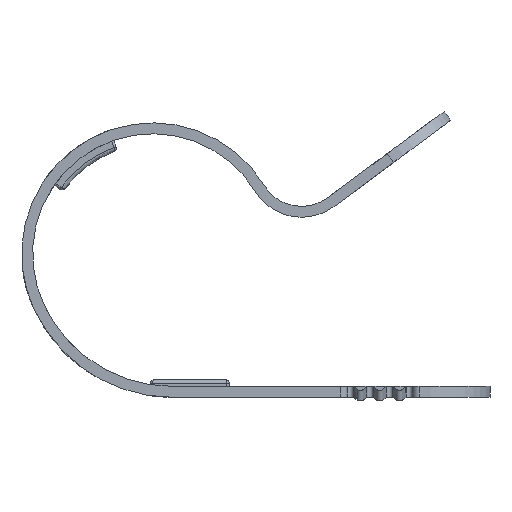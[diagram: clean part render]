
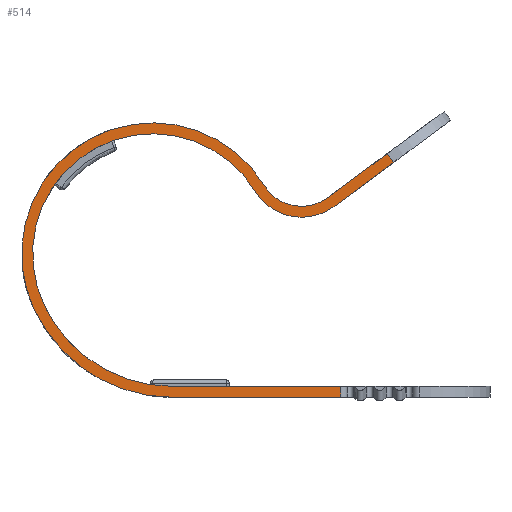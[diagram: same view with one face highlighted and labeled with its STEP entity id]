
A CAD part, front view. The second image highlights one B-rep face of the part: STEP entity #514.
In plain terms, the highlighted planar face has unit normal (0, -1, 0).
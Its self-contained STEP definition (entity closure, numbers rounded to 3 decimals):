
#514 = ADVANCED_FACE( '', ( #1115 ), #1116, .T. );
#1115 = FACE_OUTER_BOUND( '', #5648, .T. );
#1116 = PLANE( '', #5649 );
#5648 = EDGE_LOOP( '', ( #9544, #9545, #9546, #9547, #9548, #9549, #9550, #9551, #9552, #9553, #9554, #9555 ) );
#5649 = AXIS2_PLACEMENT_3D( '', #9556, #9557, #9558 );
#9544 = ORIENTED_EDGE( '', *, *, #10783, .T. );
#9545 = ORIENTED_EDGE( '', *, *, #10903, .T. );
#9546 = ORIENTED_EDGE( '', *, *, #10904, .T. );
#9547 = ORIENTED_EDGE( '', *, *, #10905, .T. );
#9548 = ORIENTED_EDGE( '', *, *, #10906, .T. );
#9549 = ORIENTED_EDGE( '', *, *, #10400, .T. );
#9550 = ORIENTED_EDGE( '', *, *, #10831, .T. );
#9551 = ORIENTED_EDGE( '', *, *, #10625, .T. );
#9552 = ORIENTED_EDGE( '', *, *, #10405, .T. );
#9553 = ORIENTED_EDGE( '', *, *, #10787, .T. );
#9554 = ORIENTED_EDGE( '', *, *, #10756, .T. );
#9555 = ORIENTED_EDGE( '', *, *, #10358, .T. );
#9556 = CARTESIAN_POINT( '', ( 1.81, -6.5, 0.85 ) );
#9557 = DIRECTION( '', ( 0., -1., 0. ) );
#9558 = DIRECTION( '', ( 0., 0., -1. ) );
#10358 = EDGE_CURVE( '', #11215, #11213, #11216, .T. );
#10400 = EDGE_CURVE( '', #11294, #11292, #11295, .T. );
#10405 = EDGE_CURVE( '', #11303, #11301, #11304, .T. );
#10625 = EDGE_CURVE( '', #11649, #11303, #11650, .T. );
#10756 = EDGE_CURVE( '', #11841, #11215, #11842, .T. );
#10783 = EDGE_CURVE( '', #11213, #11876, #11878, .T. );
#10787 = EDGE_CURVE( '', #11301, #11841, #11882, .T. );
#10831 = EDGE_CURVE( '', #11292, #11649, #11939, .T. );
#10903 = EDGE_CURVE( '', #11876, #12031, #12032, .T. );
#10904 = EDGE_CURVE( '', #12031, #12033, #12034, .T. );
#10905 = EDGE_CURVE( '', #12033, #12035, #12036, .T. );
#10906 = EDGE_CURVE( '', #12035, #11294, #12037, .T. );
#11213 = VERTEX_POINT( '', #12534 );
#11215 = VERTEX_POINT( '', #12536 );
#11216 = LINE( '', #12537, #12538 );
#11292 = VERTEX_POINT( '', #12639 );
#11294 = VERTEX_POINT( '', #12641 );
#11295 = LINE( '', #12642, #12643 );
#11301 = VERTEX_POINT( '', #12650 );
#11303 = VERTEX_POINT( '', #12653 );
#11304 = CIRCLE( '', #12654, 4. );
#11649 = VERTEX_POINT( '', #13704 );
#11650 = LINE( '', #13705, #13706 );
#11841 = VERTEX_POINT( '', #14150 );
#11842 = CIRCLE( '', #14151, 14. );
#11876 = VERTEX_POINT( '', #14232 );
#11878 = LINE( '', #14234, #14235 );
#11882 = CIRCLE( '', #14240, 12. );
#11939 = LINE( '', #14371, #14372 );
#12031 = VERTEX_POINT( '', #14565 );
#12032 = LINE( '', #14566, #14567 );
#12033 = VERTEX_POINT( '', #14568 );
#12034 = CIRCLE( '', #14569, 13. );
#12035 = VERTEX_POINT( '', #14570 );
#12036 = CIRCLE( '', #14571, 11. );
#12037 = CIRCLE( '', #14572, 5. );
#12534 = CARTESIAN_POINT( '', ( 17.22, -6.5, -13.15 ) );
#12536 = CARTESIAN_POINT( '', ( 1.81, -6.5, -13.15 ) );
#12537 = CARTESIAN_POINT( '', ( 1.81, -6.5, -13.15 ) );
#12538 = VECTOR( '', #15080, 1000. );
#12639 = CARTESIAN_POINT( '', ( 22.089, -6.5, 8.376 ) );
#12641 = CARTESIAN_POINT( '', ( 16.622, -6.5, 4.331 ) );
#12642 = CARTESIAN_POINT( '', ( 16.622, -6.5, 4.331 ) );
#12643 = VECTOR( '', #15142, 1000. );
#12650 = CARTESIAN_POINT( '', ( 10.236, -6.5, 6.263 ) );
#12653 = CARTESIAN_POINT( '', ( 16.028, -6.5, 5.135 ) );
#12654 = AXIS2_PLACEMENT_3D( '', #15148, #15149, #15150 );
#13704 = CARTESIAN_POINT( '', ( 21.494, -6.5, 9.179 ) );
#13705 = CARTESIAN_POINT( '', ( 16.028, -6.5, 5.135 ) );
#13706 = VECTOR( '', #15332, 1000. );
#14150 = CARTESIAN_POINT( '', ( -10.862, -6.5, -5.1 ) );
#14151 = AXIS2_PLACEMENT_3D( '', #15469, #15470, #15471 );
#14232 = CARTESIAN_POINT( '', ( 17.22, -6.5, -12.15 ) );
#14234 = CARTESIAN_POINT( '', ( 17.22, -6.5, -13.15 ) );
#14235 = VECTOR( '', #15492, 1000. );
#14240 = AXIS2_PLACEMENT_3D( '', #15497, #15498, #15499 );
#14371 = CARTESIAN_POINT( '', ( 21.494, -6.5, 9.179 ) );
#14372 = VECTOR( '', #15539, 1000. );
#14565 = CARTESIAN_POINT( '', ( 1.81, -6.5, -12.15 ) );
#14566 = CARTESIAN_POINT( '', ( 24.42, -6.5, -12.15 ) );
#14567 = VECTOR( '', #15595, 1000. );
#14568 = CARTESIAN_POINT( '', ( -9.957, -6.5, -4.675 ) );
#14569 = AXIS2_PLACEMENT_3D( '', #15596, #15597, #15598 );
#14570 = CARTESIAN_POINT( '', ( 9.383, -6.5, 5.741 ) );
#14571 = AXIS2_PLACEMENT_3D( '', #15599, #15600, #15601 );
#14572 = AXIS2_PLACEMENT_3D( '', #15602, #15603, #15604 );
#15080 = DIRECTION( '', ( 1., 0., 0. ) );
#15142 = DIRECTION( '', ( 0.804, 0., 0.595 ) );
#15148 = CARTESIAN_POINT( '', ( 13.648, -6.5, 8.35 ) );
#15149 = DIRECTION( '', ( 0., 1., 0. ) );
#15150 = DIRECTION( '', ( 1., 0., 0. ) );
#15332 = DIRECTION( '', ( -0.804, 0., -0.595 ) );
#15469 = CARTESIAN_POINT( '', ( 1.81, -6.5, 0.85 ) );
#15470 = DIRECTION( '', ( 0., -1., 0. ) );
#15471 = DIRECTION( '', ( 1., 0., 0. ) );
#15492 = DIRECTION( '', ( 0., 0., 1. ) );
#15497 = CARTESIAN_POINT( '', ( 0., -6.5, 0. ) );
#15498 = DIRECTION( '', ( 0., -1., 0. ) );
#15499 = DIRECTION( '', ( 1., 0., 0. ) );
#15539 = DIRECTION( '', ( -0.595, 0., 0.804 ) );
#15595 = DIRECTION( '', ( -1., 0., 0. ) );
#15596 = CARTESIAN_POINT( '', ( 1.81, -6.5, 0.85 ) );
#15597 = DIRECTION( '', ( 0., 1., 0. ) );
#15598 = DIRECTION( '', ( 1., 0., 0. ) );
#15599 = CARTESIAN_POINT( '', ( 0., -6.5, 0. ) );
#15600 = DIRECTION( '', ( 0., 1., 0. ) );
#15601 = DIRECTION( '', ( 1., 0., 0. ) );
#15602 = CARTESIAN_POINT( '', ( 13.648, -6.5, 8.35 ) );
#15603 = DIRECTION( '', ( 0., -1., 0. ) );
#15604 = DIRECTION( '', ( 1., 0., 0. ) );
